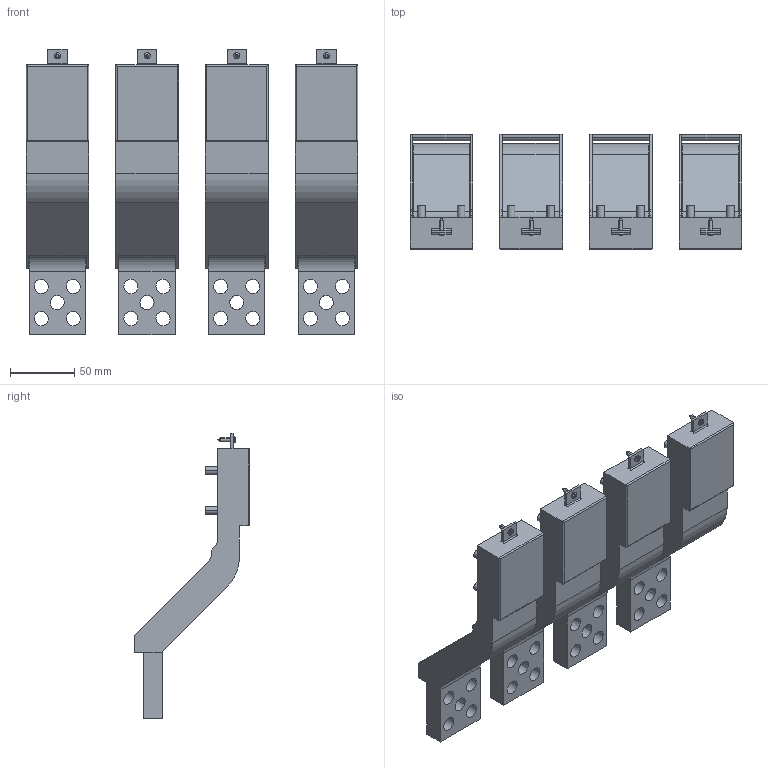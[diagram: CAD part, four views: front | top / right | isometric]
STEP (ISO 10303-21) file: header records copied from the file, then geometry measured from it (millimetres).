
FILE_DESCRIPTION((''),'2;1');
FILE_NAME('1SDH002065A1460_IGES','2019-07-04T',('ITSTCAR1'),(''),'CREO PARAMETRIC BY PTC INC, 2016050','CREO PARAMETRIC BY PTC INC, 2016050','');
FILE_SCHEMA(('AUTOMOTIVE_DESIGN { 1 0 10303 214 1 1 1 1 }'));
Length unit declared in the file: millimetre
Products named in the file (1): 1SDH002065A1460_IGES
Bounding box: 259 x 90 x 222.5 mm (x, y, z)
Volume: 714647.5 mm3; surface area: 275558.3 mm2
Topology: 4 solids, 4 shells, 748 faces, 1940 edges, 1292 vertices
Faces by surface type: plane 424, cylinder 300, torus 8, cone 8, sphere 8
Entity records: 29293 total; most frequent: CARTESIAN_POINT 4326, DIRECTION 4076, ORIENTED_EDGE 3848, EDGE_CURVE 1924, AXIS2_PLACEMENT_3D 1420, VERTEX_POINT 1292, VECTOR 1236, LINE 1236
